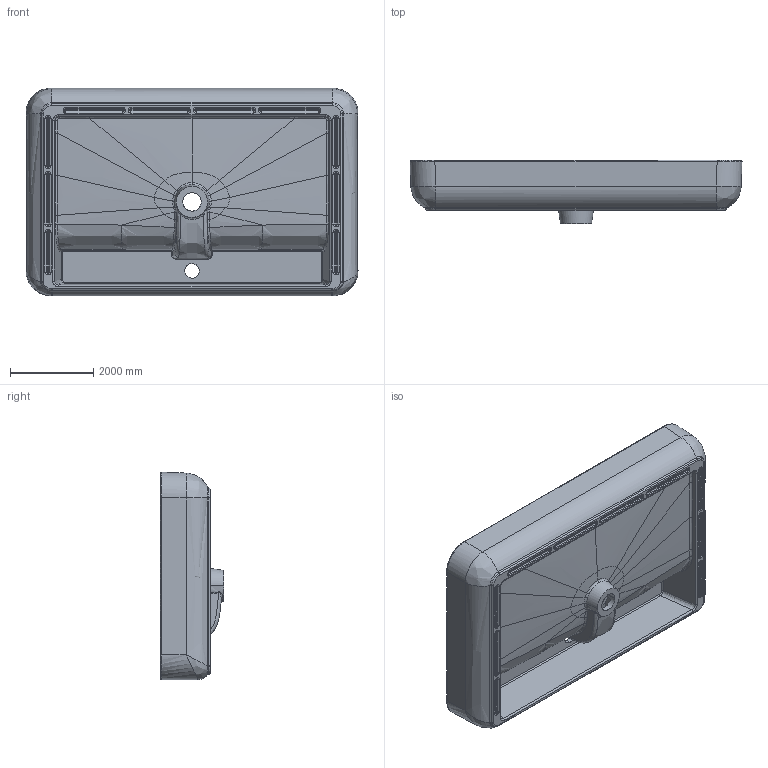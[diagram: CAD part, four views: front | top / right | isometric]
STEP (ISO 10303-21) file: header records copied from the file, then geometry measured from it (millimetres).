
FILE_DESCRIPTION(/* description */ (''),/* implementation_level */ '2;1');
FILE_NAME(/* name */ '3D_L50~4',/* time_stamp */ '2021-07-07T20:00:17+02:00',/* author */ (''),/* organization */ (''),/* preprocessor_version */ 'ST-DEVELOPER v16.5',/* originating_system */ '',/* authorisation */ '');
FILE_SCHEMA (('AUTOMOTIVE_DESIGN'));
Length unit declared in the file: centimetre
Products named in the file (1): Document
Bounding box: 7997.78 x 1525 x 4998.89 mm (x, y, z)
Surface area: 137412587.7 mm2 (no closed solid volume)
Topology: 0 solids, 5 shells, 432 faces, 1036 edges, 604 vertices
Faces by surface type: bspline 392, plane 40
Entity records: 30348 total; most frequent: CARTESIAN_POINT 24504, ORIENTED_EDGE 1999, EDGE_CURVE 1031, B_SPLINE_CURVE_WITH_KNOTS 688, VERTEX_POINT 604, EDGE_LOOP 449, ADVANCED_FACE 432, FACE_OUTER_BOUND 432
